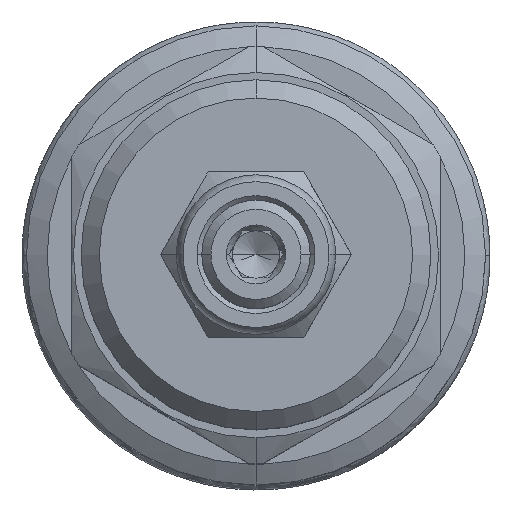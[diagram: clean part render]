
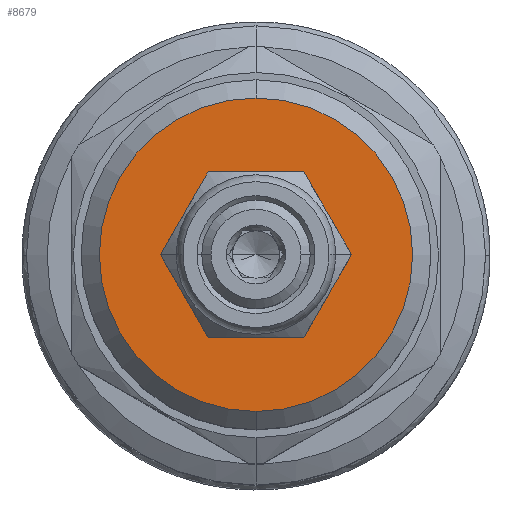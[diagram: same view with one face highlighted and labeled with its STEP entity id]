
A CAD part, top view. The second image highlights one B-rep face of the part: STEP entity #8679.
In plain terms, the highlighted planar face has unit normal (0, 0, 1).
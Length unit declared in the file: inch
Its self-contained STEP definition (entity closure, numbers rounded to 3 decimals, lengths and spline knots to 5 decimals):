
#5533=CARTESIAN_POINT('',(0.,0.,4.973));
#5534=DIRECTION('',(0.,0.,1.));
#5535=DIRECTION('',(-1.,0.,0.));
#5536=AXIS2_PLACEMENT_3D('',#5533,#5534,#5535);
#5538=CARTESIAN_POINT('',(0.,0.,4.973));
#5539=DIRECTION('',(0.,0.,1.));
#5540=DIRECTION('',(1.,0.,0.));
#5541=AXIS2_PLACEMENT_3D('',#5538,#5539,#5540);
#5543=CARTESIAN_POINT('',(0.,0.,4.973));
#5544=DIRECTION('',(0.,0.,1.));
#5545=DIRECTION('',(0.,-1.,0.));
#5546=AXIS2_PLACEMENT_3D('',#5543,#5544,#5545);
#5561=CARTESIAN_POINT('',(0.,0.,4.973));
#5562=DIRECTION('',(0.,0.,1.));
#5563=DIRECTION('',(0.,1.,0.));
#5564=AXIS2_PLACEMENT_3D('',#5561,#5562,#5563);
#8280=CARTESIAN_POINT('',(0.,0.532,4.973));
#8281=CARTESIAN_POINT('',(0.,-0.532,4.973));
#8282=VERTEX_POINT('',#8280);
#8283=VERTEX_POINT('',#8281);
#8567=CARTESIAN_POINT('',(-0.271,0.,4.973));
#8568=CARTESIAN_POINT('',(0.271,0.,4.973));
#8569=VERTEX_POINT('',#8567);
#8570=VERTEX_POINT('',#8568);
#8663=CARTESIAN_POINT('',(0.,0.,4.973));
#8664=DIRECTION('',(0.,0.,1.));
#8665=DIRECTION('',(0.,1.,0.));
#8666=AXIS2_PLACEMENT_3D('',#8663,#8664,#8665);
#8667=PLANE('',#8666);
#8669=ORIENTED_EDGE('',*,*,#8668,.F.);
#8671=ORIENTED_EDGE('',*,*,#8670,.F.);
#8672=EDGE_LOOP('',(#8669,#8671));
#8673=FACE_OUTER_BOUND('',#8672,.F.);
#8675=ORIENTED_EDGE('',*,*,#8674,.T.);
#8676=ORIENTED_EDGE('',*,*,#8652,.T.);
#8677=EDGE_LOOP('',(#8675,#8676));
#8678=FACE_BOUND('',#8677,.F.);
#8679=ADVANCED_FACE('',(#8673,#8678),#8667,.T.);
#5537=CIRCLE('',#5536,0.271);
#5542=CIRCLE('',#5541,0.271);
#5547=CIRCLE('',#5546,0.532);
#5565=CIRCLE('',#5564,0.532);
#8652=EDGE_CURVE('',#8570,#8569,#5542,.T.);
#8668=EDGE_CURVE('',#8283,#8282,#5547,.T.);
#8670=EDGE_CURVE('',#8282,#8283,#5565,.T.);
#8674=EDGE_CURVE('',#8569,#8570,#5537,.T.);
